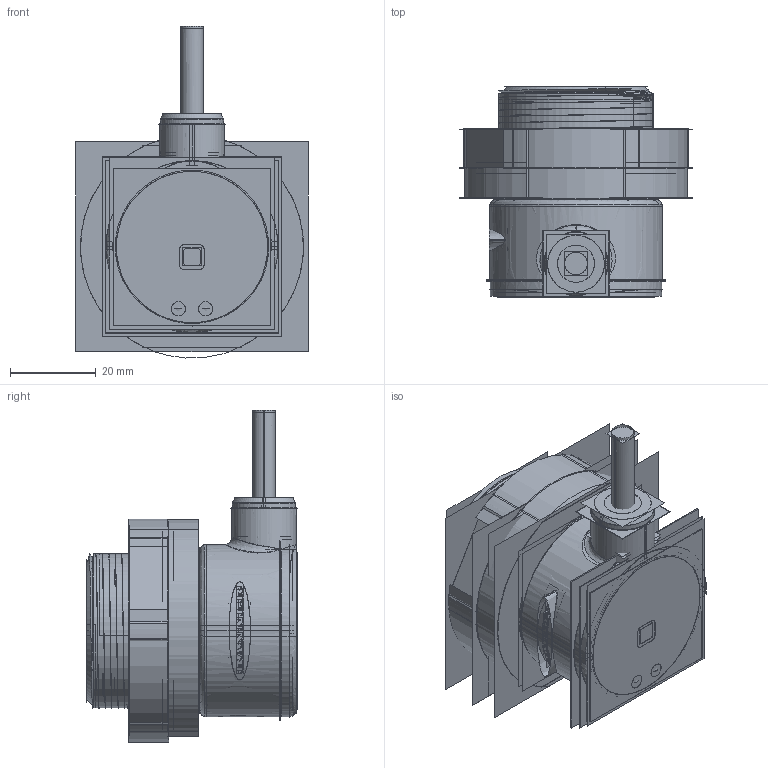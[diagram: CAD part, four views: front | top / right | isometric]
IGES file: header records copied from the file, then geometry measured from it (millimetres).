
Start section:  PTC IGES file: 188685.igs
Global section: file name: 188685.igs; native system: Creo Parametric by Parametric Technology Corporation; preprocessor: 2013230; author: pdmadmin; organization: Unknown; date: 20160114.100906; units: millimetre
Bounding box: 54.12 x 49.28 x 77.4 mm (x, y, z)
Volume: 35228.2 mm3; surface area: 333836 mm2
Topology: 12 solids, 13 shells, 1224 faces, 6459 edges, 8268 vertices
Faces by surface type: revolution 746, bspline 474, extrusion 4
